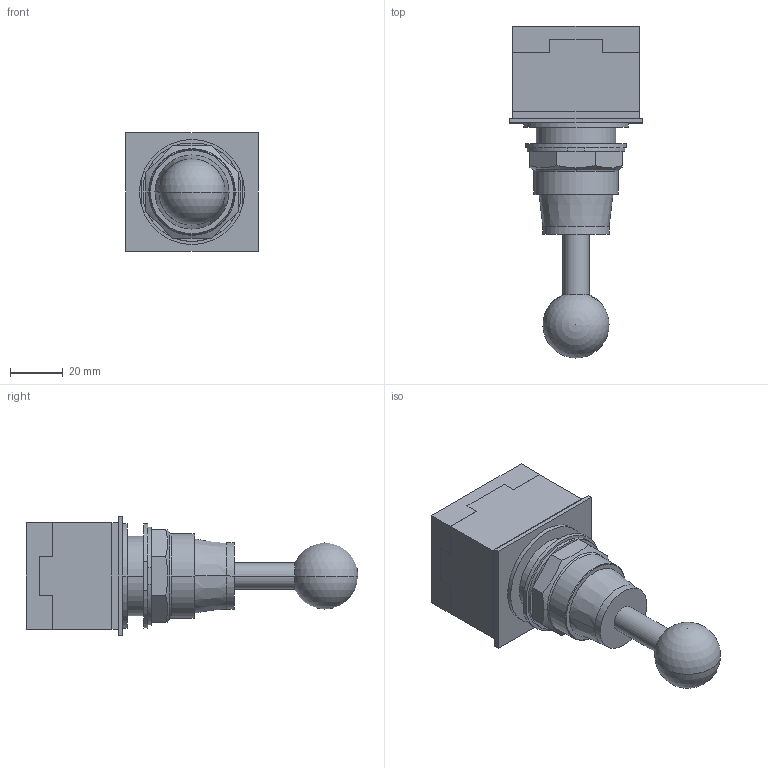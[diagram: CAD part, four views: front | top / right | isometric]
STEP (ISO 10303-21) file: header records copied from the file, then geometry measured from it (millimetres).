
FILE_DESCRIPTION(('starvars output'),'2;1');
FILE_NAME('9001K35_3D.stp','08:30:17 2020/04/01',( 'Thomas Industrial Network Germany GmbH'),( 'Thomas Industrial Network Germany GmbH'),'unknown preprocess','ACIS' ,'unknown authorization');
FILE_SCHEMA(('AUTOMOTIVE_DESIGN_CC2 {UNKNOWN IMPLEMENTATION LEVEL}'));
Length unit declared in the file: millimetre
Products named in the file (1): PRODUCT_ID_495
Bounding box: 50 x 125.56 x 45 mm (x, y, z)
Volume: 111680.9 mm3; surface area: 20437.5 mm2
Topology: 2 solids, 2 shells, 102 faces, 251 edges, 160 vertices
Faces by surface type: plane 73, cylinder 19, cone 6, sphere 2, torus 2
Entity records: 3345 total; most frequent: ORIENTED_EDGE 492, CARTESIAN_POINT 423, DIRECTION 330, EDGE_CURVE 246, VERTEX_POINT 157, VECTOR 142, LINE 142, EDGE_LOOP 111
